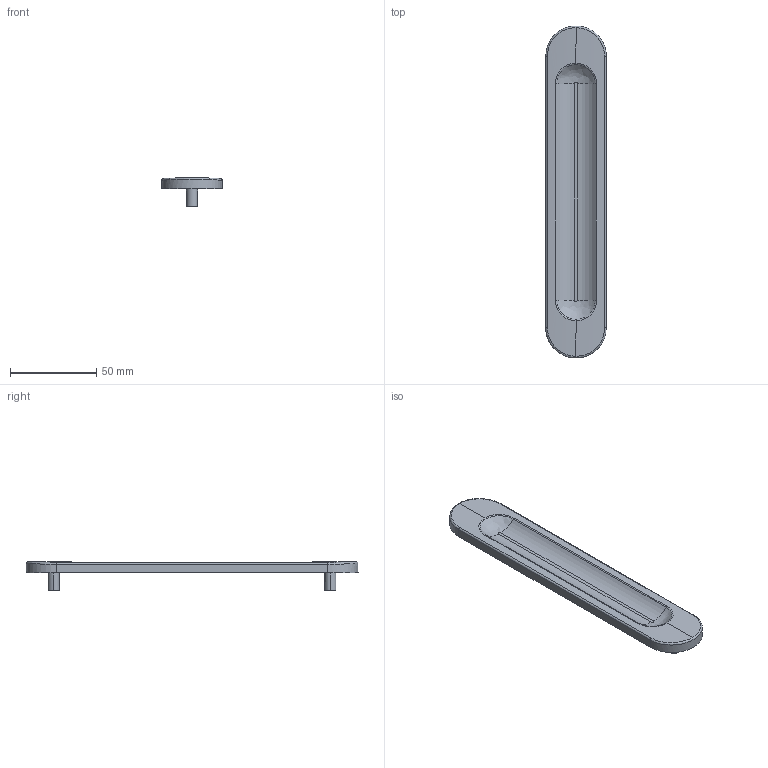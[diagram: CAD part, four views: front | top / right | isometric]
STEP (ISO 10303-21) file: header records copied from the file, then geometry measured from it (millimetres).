
FILE_DESCRIPTION (( 'STEP AP214' ), '1' );
FILE_NAME ('Audrey 160mm.STEP', '2019-01-10T18:43:27', ( '' ), ( '' ), 'SwSTEP 2.0', 'SolidWorks 2018', '' );
FILE_SCHEMA (( 'AUTOMOTIVE_DESIGN' ));
Length unit declared in the file: millimetre
Products named in the file (1): Audrey 160mm
Bounding box: 35 x 192 x 16.5 mm (x, y, z)
Volume: 16643.5 mm3; surface area: 18295 mm2
Topology: 1 solids, 1 shells, 75 faces, 194 edges, 124 vertices
Faces by surface type: cylinder 36, plane 25, bspline 12, cone 2
Entity records: 4946 total; most frequent: CARTESIAN_POINT 3158, ORIENTED_EDGE 388, DIRECTION 342, EDGE_CURVE 194, AXIS2_PLACEMENT_3D 128, VERTEX_POINT 124, VECTOR 86, LINE 86
